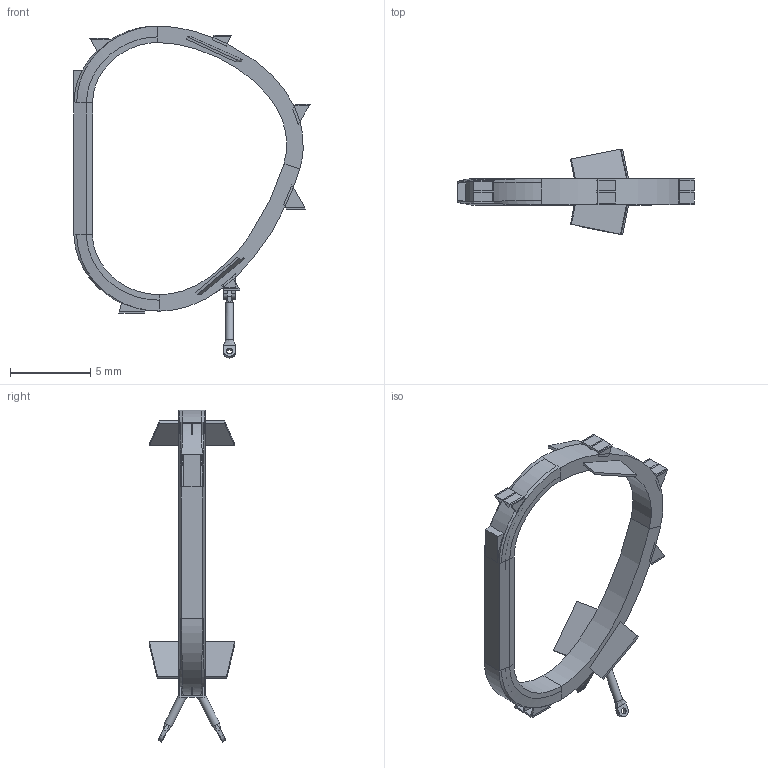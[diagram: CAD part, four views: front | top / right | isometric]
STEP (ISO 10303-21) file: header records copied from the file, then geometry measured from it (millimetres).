
FILE_DESCRIPTION(('Open CASCADE Model'),'2;1');
FILE_NAME('Open CASCADE Shape Model','2016-11-07T13:26:16',('Author'),( 'Open CASCADE'),'Open CASCADE STEP processor 6.8','Open CASCADE 6.8' ,'Unknown');
FILE_SCHEMA(('AUTOMOTIVE_DESIGN_CC2 { 1 2 10303 214 -1 1 5 4 }'));
Length unit declared in the file: millimetre
Products named in the file (4): Open CASCADE STEP translator 6.8 5; SOLID; COMPOUND
Bounding box: 14.72 x 5.36 x 20.69 mm (x, y, z)
Volume: 89.1 mm3; surface area: 751.3 mm2
Topology: 3 solids, 6 shells, 381 faces, 886 edges, 502 vertices
Faces by surface type: plane 314, bspline 53, cylinder 14
Full cylindrical faces by diameter (mm): 0.333 x2, 0.375 x3, 0.5 x2
Entity records: 46530 total; most frequent: CARTESIAN_POINT 30417, DIRECTION 2296, ORIENTED_EDGE 1772, PCURVE 1772, DEFINITIONAL_REPRESENTATION 1772, LINE 1558, VECTOR 1558, B_SPLINE_CURVE_WITH_KNOTS 1030
